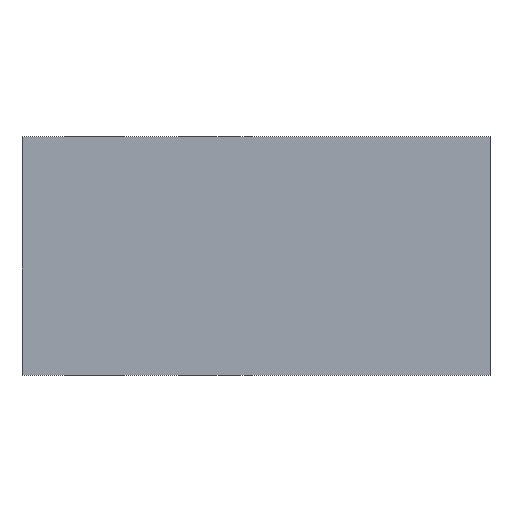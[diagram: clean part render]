
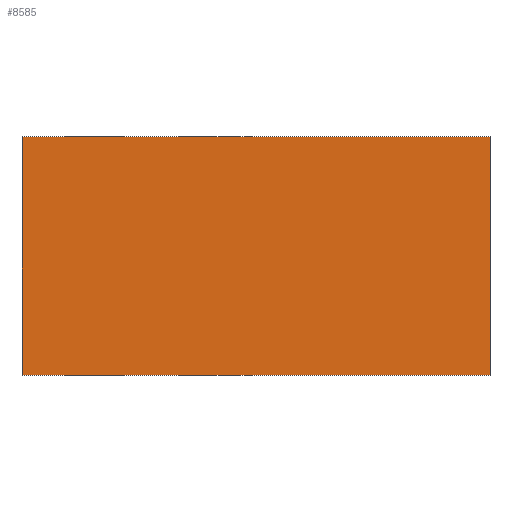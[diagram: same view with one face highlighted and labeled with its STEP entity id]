
A CAD part, top view. The second image highlights one B-rep face of the part: STEP entity #8585.
In plain terms, the highlighted planar face has unit normal (0, 0, 1).
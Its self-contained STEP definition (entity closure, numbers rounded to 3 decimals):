
#153=FACE_OUTER_BOUND('',#539,.T.);
#539=EDGE_LOOP('',(#5736,#5737,#5738,#5739));
#1085=LINE('',#11520,#2348);
#1086=LINE('',#11522,#2349);
#1087=LINE('',#11524,#2350);
#1088=LINE('',#11525,#2351);
#2348=VECTOR('',#9460,10.);
#2349=VECTOR('',#9461,10.);
#2350=VECTOR('',#9462,10.);
#2351=VECTOR('',#9463,10.);
#3591=VERTEX_POINT('',#11518);
#3592=VERTEX_POINT('',#11519);
#3593=VERTEX_POINT('',#11521);
#3594=VERTEX_POINT('',#11523);
#4453=EDGE_CURVE('',#3591,#3592,#1085,.T.);
#4454=EDGE_CURVE('',#3592,#3593,#1086,.T.);
#4455=EDGE_CURVE('',#3593,#3594,#1087,.T.);
#4456=EDGE_CURVE('',#3594,#3591,#1088,.T.);
#5736=ORIENTED_EDGE('',*,*,#4453,.T.);
#5737=ORIENTED_EDGE('',*,*,#4454,.T.);
#5738=ORIENTED_EDGE('',*,*,#4455,.T.);
#5739=ORIENTED_EDGE('',*,*,#4456,.T.);
#8199=PLANE('',#8985);
#8585=ADVANCED_FACE('',(#153),#8199,.T.);
#8985=AXIS2_PLACEMENT_3D('',#11517,#9458,#9459);
#9458=DIRECTION('center_axis',(0.,0.,1.));
#9459=DIRECTION('ref_axis',(1.,0.,0.));
#9460=DIRECTION('',(0.,-1.,0.));
#9461=DIRECTION('',(1.,0.,0.));
#9462=DIRECTION('',(0.,1.,0.));
#9463=DIRECTION('',(-1.,0.,0.));
#11517=CARTESIAN_POINT('Origin',(58.803,30.,12.));
#11518=CARTESIAN_POINT('',(0.,60.,12.));
#11519=CARTESIAN_POINT('',(0.,0.,12.));
#11520=CARTESIAN_POINT('',(0.,60.,12.));
#11521=CARTESIAN_POINT('',(117.605,0.,12.));
#11522=CARTESIAN_POINT('',(0.,0.,12.));
#11523=CARTESIAN_POINT('',(117.605,60.,12.));
#11524=CARTESIAN_POINT('',(117.605,0.,12.));
#11525=CARTESIAN_POINT('',(117.605,60.,12.));
